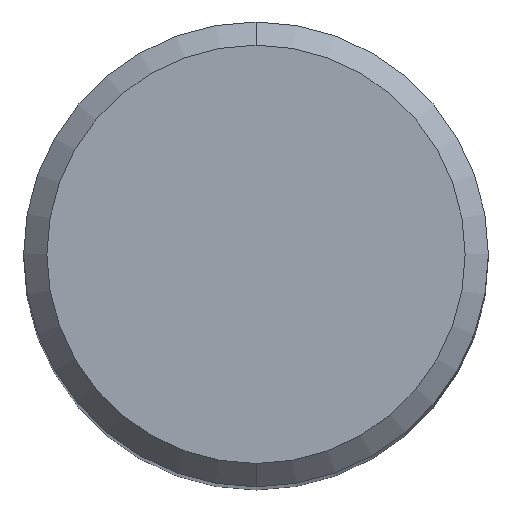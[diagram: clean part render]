
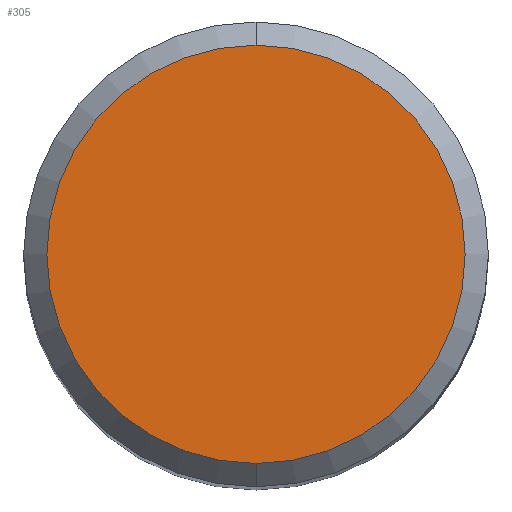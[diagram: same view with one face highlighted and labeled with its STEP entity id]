
A CAD part, top view. The second image highlights one B-rep face of the part: STEP entity #305.
In plain terms, the highlighted planar face has unit normal (0, 0, 1).
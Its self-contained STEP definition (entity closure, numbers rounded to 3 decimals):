
#189=VERTEX_POINT('',#496);
#209=EDGE_CURVE('',#273,#189,#518,.T.);
#261=EDGE_CURVE('',#189,#273,#577,.T.);
#273=VERTEX_POINT('',#591);
#305=ADVANCED_FACE('',(#627),#628,.T.);
#496=CARTESIAN_POINT('',(0.0,4.5,0.0));
#518=CIRCLE('',#914,4.5);
#577=CIRCLE('',#1003,4.5);
#591=CARTESIAN_POINT('',(0.,-4.5,0.0));
#627=FACE_OUTER_BOUND('',#1086,.T.);
#628=PLANE('',#1087);
#914=AXIS2_PLACEMENT_3D('',#1502,#1503,#1504);
#1003=AXIS2_PLACEMENT_3D('',#1573,#1574,#1575);
#1086=EDGE_LOOP('',(#1644,#1645));
#1087=AXIS2_PLACEMENT_3D('',#1646,#1647,#1648);
#1502=CARTESIAN_POINT('',(0.0,0.0,0.0));
#1503=DIRECTION('',(0.0,0.0,-1.0));
#1504=DIRECTION('',(0.0,1.0,0.0));
#1573=CARTESIAN_POINT('',(0.0,0.0,0.0));
#1574=DIRECTION('',(0.0,0.0,-1.0));
#1575=DIRECTION('',(0.0,1.0,0.0));
#1644=ORIENTED_EDGE('',*,*,#261,.F.);
#1645=ORIENTED_EDGE('',*,*,#209,.F.);
#1646=CARTESIAN_POINT('',(0.0,2.25,0.0));
#1647=DIRECTION('',(-0.0,0.0,1.0));
#1648=DIRECTION('',(0.0,-1.0,0.0));
